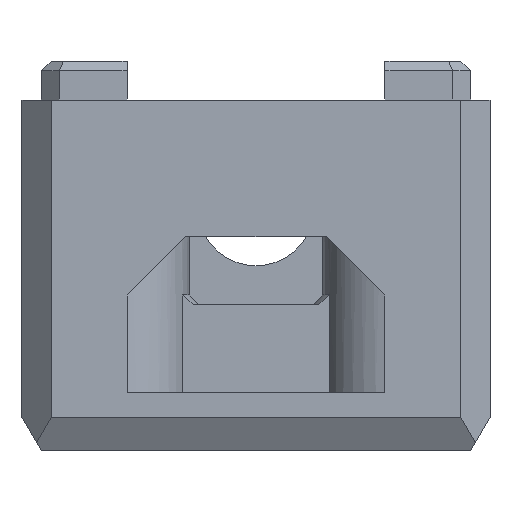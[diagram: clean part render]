
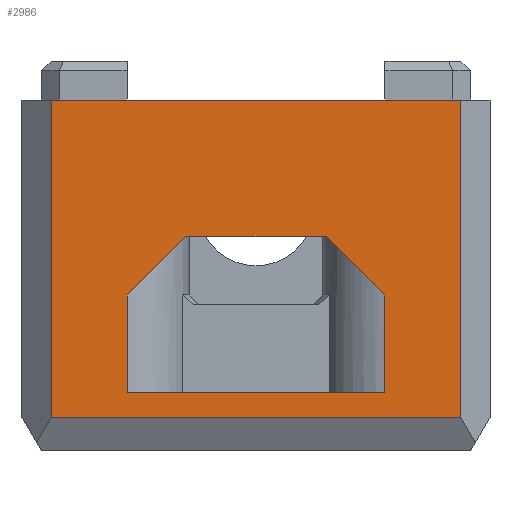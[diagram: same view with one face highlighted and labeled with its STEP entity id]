
A CAD part, front view. The second image highlights one B-rep face of the part: STEP entity #2986.
In plain terms, the highlighted planar face has unit normal (0, -1, 0).
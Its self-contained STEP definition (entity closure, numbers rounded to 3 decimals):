
#160=FACE_BOUND('',#482,.T.);
#315=FACE_OUTER_BOUND('',#481,.T.);
#481=EDGE_LOOP('',(#2705,#2706,#2707,#2708));
#482=EDGE_LOOP('',(#2709,#2710,#2711,#2712,#2713,#2714));
#492=LINE('',#3795,#829);
#498=LINE('',#3806,#835);
#502=LINE('',#3814,#839);
#696=LINE('',#4914,#1033);
#700=LINE('',#4921,#1037);
#701=LINE('',#4924,#1038);
#748=LINE('',#5060,#1085);
#749=LINE('',#5063,#1086);
#777=LINE('',#5122,#1114);
#798=LINE('',#5159,#1135);
#829=VECTOR('',#3161,10.);
#835=VECTOR('',#3169,10.);
#839=VECTOR('',#3175,10.);
#1033=VECTOR('',#3489,10.);
#1037=VECTOR('',#3495,10.);
#1038=VECTOR('',#3498,10.);
#1085=VECTOR('',#3607,10.);
#1086=VECTOR('',#3610,10.);
#1114=VECTOR('',#3674,10.);
#1135=VECTOR('',#3711,10.);
#1165=VERTEX_POINT('',#3792);
#1166=VERTEX_POINT('',#3794);
#1170=VERTEX_POINT('',#3804);
#1173=VERTEX_POINT('',#3812);
#1358=VERTEX_POINT('',#4911);
#1359=VERTEX_POINT('',#4913);
#1361=VERTEX_POINT('',#4919);
#1362=VERTEX_POINT('',#4923);
#1406=VERTEX_POINT('',#5058);
#1407=VERTEX_POINT('',#5062);
#1443=EDGE_CURVE('',#1165,#1166,#492,.T.);
#1449=EDGE_CURVE('',#1170,#1165,#498,.T.);
#1453=EDGE_CURVE('',#1170,#1173,#502,.T.);
#1718=EDGE_CURVE('',#1358,#1359,#696,.T.);
#1722=EDGE_CURVE('',#1358,#1361,#700,.T.);
#1723=EDGE_CURVE('',#1362,#1361,#701,.T.);
#1787=EDGE_CURVE('',#1406,#1362,#748,.T.);
#1788=EDGE_CURVE('',#1407,#1359,#749,.T.);
#1819=EDGE_CURVE('',#1407,#1406,#777,.T.);
#1840=EDGE_CURVE('',#1166,#1173,#798,.T.);
#2705=ORIENTED_EDGE('',*,*,#1449,.F.);
#2706=ORIENTED_EDGE('',*,*,#1453,.T.);
#2707=ORIENTED_EDGE('',*,*,#1840,.F.);
#2708=ORIENTED_EDGE('',*,*,#1443,.F.);
#2709=ORIENTED_EDGE('',*,*,#1787,.F.);
#2710=ORIENTED_EDGE('',*,*,#1819,.F.);
#2711=ORIENTED_EDGE('',*,*,#1788,.T.);
#2712=ORIENTED_EDGE('',*,*,#1718,.F.);
#2713=ORIENTED_EDGE('',*,*,#1722,.T.);
#2714=ORIENTED_EDGE('',*,*,#1723,.F.);
#2829=PLANE('',#3145);
#2986=ADVANCED_FACE('',(#315,#160),#2829,.T.);
#3145=AXIS2_PLACEMENT_3D('',#5208,#3771,#3772);
#3161=DIRECTION('',(0.,0.,1.));
#3169=DIRECTION('',(-1.,0.,0.));
#3175=DIRECTION('',(0.,0.,1.));
#3489=DIRECTION('',(-0.707,0.,-0.707));
#3495=DIRECTION('',(1.,0.,0.));
#3498=DIRECTION('',(-0.707,0.,0.707));
#3607=DIRECTION('',(0.,0.,1.));
#3610=DIRECTION('',(0.,0.,1.));
#3674=DIRECTION('',(1.,0.,0.));
#3711=DIRECTION('',(1.,0.,0.));
#3771=DIRECTION('center_axis',(0.,-1.,0.));
#3772=DIRECTION('ref_axis',(-1.,0.,0.));
#3792=CARTESIAN_POINT('',(-10.5,-19.,-1.268));
#3794=CARTESIAN_POINT('',(-10.5,-19.,15.));
#3795=CARTESIAN_POINT('',(-10.5,-19.,0.));
#3804=CARTESIAN_POINT('',(10.5,-19.,-1.268));
#3806=CARTESIAN_POINT('',(5.25,-19.,-1.268));
#3812=CARTESIAN_POINT('',(10.5,-19.,15.));
#3814=CARTESIAN_POINT('',(10.5,-19.,0.));
#4911=CARTESIAN_POINT('',(-3.613,-19.,8.));
#4913=CARTESIAN_POINT('',(-6.613,-19.,5.));
#4914=CARTESIAN_POINT('',(-2.835,-19.,8.778));
#4919=CARTESIAN_POINT('',(3.613,-19.,8.));
#4921=CARTESIAN_POINT('',(-10.5,-19.,8.));
#4923=CARTESIAN_POINT('',(6.613,-19.,5.));
#4924=CARTESIAN_POINT('',(8.085,-19.,3.528));
#5058=CARTESIAN_POINT('',(6.613,-19.,0.));
#5060=CARTESIAN_POINT('',(6.613,-19.,0.));
#5062=CARTESIAN_POINT('',(-6.613,-19.,0.));
#5063=CARTESIAN_POINT('',(-6.613,-19.,0.));
#5122=CARTESIAN_POINT('',(-10.5,-19.,0.));
#5159=CARTESIAN_POINT('',(-10.5,-19.,15.));
#5208=CARTESIAN_POINT('Origin',(10.5,-19.,0.));
